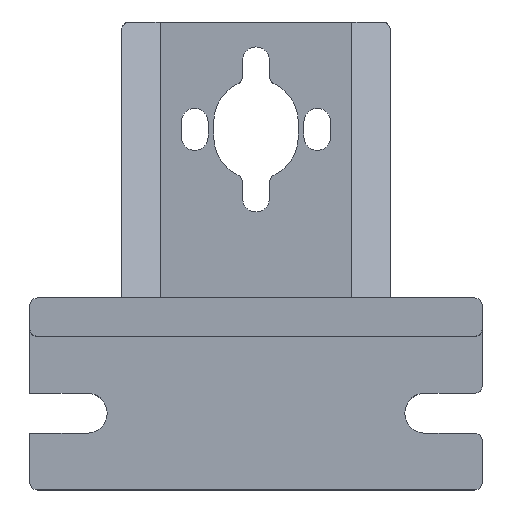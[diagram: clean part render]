
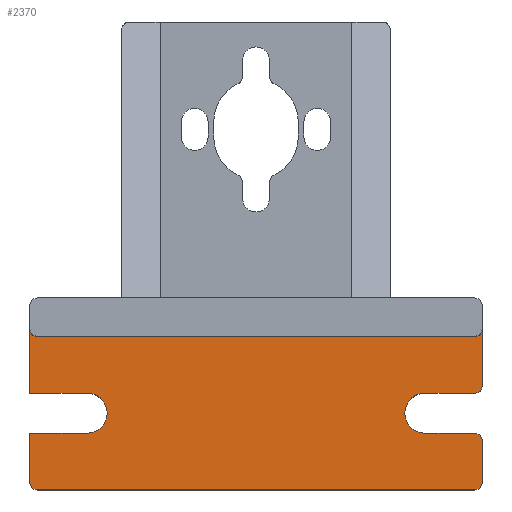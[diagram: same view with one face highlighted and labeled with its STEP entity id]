
A CAD part, top view. The second image highlights one B-rep face of the part: STEP entity #2370.
In plain terms, the highlighted planar face has unit normal (0, 0, 1).
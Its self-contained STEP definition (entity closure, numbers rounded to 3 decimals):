
#913=CARTESIAN_POINT('',(-31.497,-36.618,5.));
#914=DIRECTION('',(0.,0.,1.));
#915=DIRECTION('',(-1.,0.,0.));
#916=AXIS2_PLACEMENT_3D('',#913,#914,#915);
#921=CARTESIAN_POINT('',(-24.997,-27.618,5.));
#922=DIRECTION('',(0.,0.,-1.));
#923=DIRECTION('',(0.,1.,0.));
#924=AXIS2_PLACEMENT_3D('',#921,#922,#923);
#929=CARTESIAN_POINT('',(-31.497,-16.618,5.));
#930=DIRECTION('',(0.,0.,-1.));
#931=DIRECTION('',(-0.707,-0.707,0.));
#932=AXIS2_PLACEMENT_3D('',#929,#930,#931);
#937=CARTESIAN_POINT('',(-31.497,-16.618,5.));
#938=DIRECTION('',(0.,0.,-1.));
#939=DIRECTION('',(0.,-1.,0.));
#940=AXIS2_PLACEMENT_3D('',#937,#938,#939);
#945=DIRECTION('',(-1.,0.,0.));
#946=VECTOR('',#945,57.);
#947=CARTESIAN_POINT('',(25.503,-17.618,5.));
#948=LINE('',#947,#946);
#952=CARTESIAN_POINT('',(25.503,-16.618,5.));
#953=DIRECTION('',(0.,0.,-1.));
#954=DIRECTION('',(0.707,-0.707,0.));
#955=AXIS2_PLACEMENT_3D('',#952,#953,#954);
#960=CARTESIAN_POINT('',(25.503,-16.618,5.));
#961=DIRECTION('',(0.,0.,-1.));
#962=DIRECTION('',(1.,0.,0.));
#963=AXIS2_PLACEMENT_3D('',#960,#961,#962);
#968=CARTESIAN_POINT('',(25.503,-24.018,5.));
#969=DIRECTION('',(0.,0.,1.));
#970=DIRECTION('',(0.707,-0.707,0.));
#971=AXIS2_PLACEMENT_3D('',#968,#969,#970);
#976=CARTESIAN_POINT('',(25.503,-24.018,5.));
#977=DIRECTION('',(0.,0.,1.));
#978=DIRECTION('',(0.,-1.,0.));
#979=AXIS2_PLACEMENT_3D('',#976,#977,#978);
#984=CARTESIAN_POINT('',(19.003,-27.618,5.));
#985=DIRECTION('',(0.,0.,-1.));
#986=DIRECTION('',(0.,-1.,0.));
#987=AXIS2_PLACEMENT_3D('',#984,#985,#986);
#992=CARTESIAN_POINT('',(25.503,-31.218,5.));
#993=DIRECTION('',(0.,0.,1.));
#994=DIRECTION('',(0.707,0.707,0.));
#995=AXIS2_PLACEMENT_3D('',#992,#993,#994);
#1000=CARTESIAN_POINT('',(25.503,-31.218,5.));
#1001=DIRECTION('',(0.,0.,1.));
#1002=DIRECTION('',(1.,0.,0.));
#1003=AXIS2_PLACEMENT_3D('',#1000,#1001,#1002);
#1008=CARTESIAN_POINT('',(25.503,-36.618,5.));
#1009=DIRECTION('',(0.,0.,1.));
#1010=DIRECTION('',(0.707,-0.707,0.));
#1011=AXIS2_PLACEMENT_3D('',#1008,#1009,#1010);
#1016=CARTESIAN_POINT('',(25.503,-36.618,5.));
#1017=DIRECTION('',(0.,0.,1.));
#1018=DIRECTION('',(0.,-1.,0.));
#1019=AXIS2_PLACEMENT_3D('',#1016,#1017,#1018);
#1024=CARTESIAN_POINT('',(-31.497,-36.618,5.));
#1025=DIRECTION('',(0.,0.,1.));
#1026=DIRECTION('',(-0.707,-0.707,0.));
#1027=AXIS2_PLACEMENT_3D('',#1024,#1025,#1026);
#1032=DIRECTION('',(0.,1.,0.));
#1033=VECTOR('',#1032,6.4);
#1034=CARTESIAN_POINT('',(-32.497,-36.618,5.));
#1035=LINE('',#1034,#1033);
#1039=DIRECTION('',(1.,0.,0.));
#1040=VECTOR('',#1039,7.5);
#1041=CARTESIAN_POINT('',(-32.497,-30.218,5.));
#1042=LINE('',#1041,#1040);
#1067=DIRECTION('',(-1.,0.,0.));
#1068=VECTOR('',#1067,7.5);
#1069=CARTESIAN_POINT('',(-24.997,-25.018,5.));
#1070=LINE('',#1069,#1068);
#1088=DIRECTION('',(0.,1.,0.));
#1089=VECTOR('',#1088,8.4);
#1090=CARTESIAN_POINT('',(-32.497,-25.018,5.));
#1091=LINE('',#1090,#1089);
#1208=DIRECTION('',(0.,-1.,0.));
#1209=VECTOR('',#1208,7.4);
#1210=CARTESIAN_POINT('',(26.503,-16.618,5.));
#1211=LINE('',#1210,#1209);
#1493=DIRECTION('',(-1.,0.,0.));
#1494=VECTOR('',#1493,6.5);
#1495=CARTESIAN_POINT('',(25.503,-25.018,5.));
#1496=LINE('',#1495,#1494);
#1514=DIRECTION('',(1.,0.,0.));
#1515=VECTOR('',#1514,6.5);
#1516=CARTESIAN_POINT('',(19.003,-30.218,5.));
#1517=LINE('',#1516,#1515);
#1535=DIRECTION('',(0.,-1.,0.));
#1536=VECTOR('',#1535,5.4);
#1537=CARTESIAN_POINT('',(26.503,-31.218,5.));
#1538=LINE('',#1537,#1536);
#1556=DIRECTION('',(-1.,0.,0.));
#1557=VECTOR('',#1556,57.);
#1558=CARTESIAN_POINT('',(25.503,-37.618,5.));
#1559=LINE('',#1558,#1557);
#1800=CARTESIAN_POINT('',(-31.497,-37.618,5.));
#1801=VERTEX_POINT('',#1800);
#1802=CARTESIAN_POINT('',(-32.497,-36.618,5.));
#1803=VERTEX_POINT('',#1802);
#1828=CARTESIAN_POINT('',(-32.497,-30.218,5.));
#1829=VERTEX_POINT('',#1828);
#1832=CARTESIAN_POINT('',(25.503,-37.618,5.));
#1833=VERTEX_POINT('',#1832);
#1834=CARTESIAN_POINT('',(-32.204,-37.325,5.));
#1835=VERTEX_POINT('',#1834);
#1858=CARTESIAN_POINT('',(-24.997,-30.218,5.));
#1859=VERTEX_POINT('',#1858);
#1864=CARTESIAN_POINT('',(26.503,-36.618,5.));
#1865=VERTEX_POINT('',#1864);
#1884=CARTESIAN_POINT('',(-24.997,-25.018,5.));
#1885=VERTEX_POINT('',#1884);
#1888=CARTESIAN_POINT('',(26.503,-31.218,5.));
#1889=VERTEX_POINT('',#1888);
#1890=CARTESIAN_POINT('',(26.21,-37.325,5.));
#1891=VERTEX_POINT('',#1890);
#1910=CARTESIAN_POINT('',(-32.497,-25.018,5.));
#1911=VERTEX_POINT('',#1910);
#1914=CARTESIAN_POINT('',(25.503,-30.218,5.));
#1915=VERTEX_POINT('',#1914);
#1936=CARTESIAN_POINT('',(19.003,-30.218,5.));
#1937=VERTEX_POINT('',#1936);
#1938=CARTESIAN_POINT('',(26.21,-30.511,5.));
#1939=VERTEX_POINT('',#1938);
#1952=CARTESIAN_POINT('',(-32.497,-16.618,5.));
#1953=VERTEX_POINT('',#1952);
#1966=CARTESIAN_POINT('',(19.003,-25.018,5.));
#1967=VERTEX_POINT('',#1966);
#1986=CARTESIAN_POINT('',(25.503,-17.618,5.));
#1987=VERTEX_POINT('',#1986);
#1988=CARTESIAN_POINT('',(26.503,-16.618,5.));
#1989=VERTEX_POINT('',#1988);
#1992=CARTESIAN_POINT('',(25.503,-25.018,5.));
#1993=VERTEX_POINT('',#1992);
#2000=CARTESIAN_POINT('',(-31.497,-17.618,5.));
#2001=CARTESIAN_POINT('',(-32.204,-17.325,5.));
#2002=VERTEX_POINT('',#2000);
#2003=VERTEX_POINT('',#2001);
#2010=CARTESIAN_POINT('',(26.21,-17.325,5.));
#2011=VERTEX_POINT('',#2010);
#2016=CARTESIAN_POINT('',(26.503,-24.018,5.));
#2017=VERTEX_POINT('',#2016);
#2024=CARTESIAN_POINT('',(26.21,-24.725,5.));
#2025=VERTEX_POINT('',#2024);
#2317=CARTESIAN_POINT('',(-2.997,-2.941,5.));
#2318=DIRECTION('',(0.,0.,1.));
#2319=DIRECTION('',(1.,0.,0.));
#2320=AXIS2_PLACEMENT_3D('',#2317,#2318,#2319);
#2321=PLANE('',#2320);
#2322=ORIENTED_EDGE('',*,*,#2312,.F.);
#2324=ORIENTED_EDGE('',*,*,#2323,.T.);
#2326=ORIENTED_EDGE('',*,*,#2325,.T.);
#2328=ORIENTED_EDGE('',*,*,#2327,.F.);
#2330=ORIENTED_EDGE('',*,*,#2329,.T.);
#2332=ORIENTED_EDGE('',*,*,#2331,.T.);
#2334=ORIENTED_EDGE('',*,*,#2333,.F.);
#2336=ORIENTED_EDGE('',*,*,#2335,.F.);
#2338=ORIENTED_EDGE('',*,*,#2337,.F.);
#2340=ORIENTED_EDGE('',*,*,#2339,.F.);
#2342=ORIENTED_EDGE('',*,*,#2341,.F.);
#2344=ORIENTED_EDGE('',*,*,#2343,.T.);
#2346=ORIENTED_EDGE('',*,*,#2345,.F.);
#2348=ORIENTED_EDGE('',*,*,#2347,.F.);
#2350=ORIENTED_EDGE('',*,*,#2349,.T.);
#2352=ORIENTED_EDGE('',*,*,#2351,.F.);
#2354=ORIENTED_EDGE('',*,*,#2353,.T.);
#2356=ORIENTED_EDGE('',*,*,#2355,.F.);
#2358=ORIENTED_EDGE('',*,*,#2357,.F.);
#2360=ORIENTED_EDGE('',*,*,#2359,.T.);
#2362=ORIENTED_EDGE('',*,*,#2361,.F.);
#2364=ORIENTED_EDGE('',*,*,#2363,.F.);
#2366=ORIENTED_EDGE('',*,*,#2365,.T.);
#2367=ORIENTED_EDGE('',*,*,#2304,.F.);
#2368=EDGE_LOOP('',(#2322,#2324,#2326,#2328,#2330,#2332,#2334,#2336,#2338,#2340,
#2342,#2344,#2346,#2348,#2350,#2352,#2354,#2356,#2358,#2360,#2362,#2364,#2366,
#2367));
#2369=FACE_OUTER_BOUND('',#2368,.F.);
#917=CIRCLE('',#916,1.);
#925=CIRCLE('',#924,2.6);
#933=CIRCLE('',#932,1.);
#941=CIRCLE('',#940,1.);
#956=CIRCLE('',#955,1.);
#964=CIRCLE('',#963,1.);
#972=CIRCLE('',#971,1.);
#980=CIRCLE('',#979,1.);
#988=CIRCLE('',#987,2.6);
#996=CIRCLE('',#995,1.);
#1004=CIRCLE('',#1003,1.);
#1012=CIRCLE('',#1011,1.);
#1020=CIRCLE('',#1019,1.);
#1028=CIRCLE('',#1027,1.);
#2304=EDGE_CURVE('',#1835,#1801,#1028,.T.);
#2312=EDGE_CURVE('',#1803,#1835,#917,.T.);
#2323=EDGE_CURVE('',#1803,#1829,#1035,.T.);
#2325=EDGE_CURVE('',#1829,#1859,#1042,.T.);
#2327=EDGE_CURVE('',#1885,#1859,#925,.T.);
#2329=EDGE_CURVE('',#1885,#1911,#1070,.T.);
#2331=EDGE_CURVE('',#1911,#1953,#1091,.T.);
#2333=EDGE_CURVE('',#2003,#1953,#933,.T.);
#2335=EDGE_CURVE('',#2002,#2003,#941,.T.);
#2337=EDGE_CURVE('',#1987,#2002,#948,.T.);
#2339=EDGE_CURVE('',#2011,#1987,#956,.T.);
#2341=EDGE_CURVE('',#1989,#2011,#964,.T.);
#2343=EDGE_CURVE('',#1989,#2017,#1211,.T.);
#2345=EDGE_CURVE('',#2025,#2017,#972,.T.);
#2347=EDGE_CURVE('',#1993,#2025,#980,.T.);
#2349=EDGE_CURVE('',#1993,#1967,#1496,.T.);
#2351=EDGE_CURVE('',#1937,#1967,#988,.T.);
#2353=EDGE_CURVE('',#1937,#1915,#1517,.T.);
#2355=EDGE_CURVE('',#1939,#1915,#996,.T.);
#2357=EDGE_CURVE('',#1889,#1939,#1004,.T.);
#2359=EDGE_CURVE('',#1889,#1865,#1538,.T.);
#2361=EDGE_CURVE('',#1891,#1865,#1012,.T.);
#2363=EDGE_CURVE('',#1833,#1891,#1020,.T.);
#2365=EDGE_CURVE('',#1833,#1801,#1559,.T.);
#2370=ADVANCED_FACE('',(#2369),#2321,.T.);
